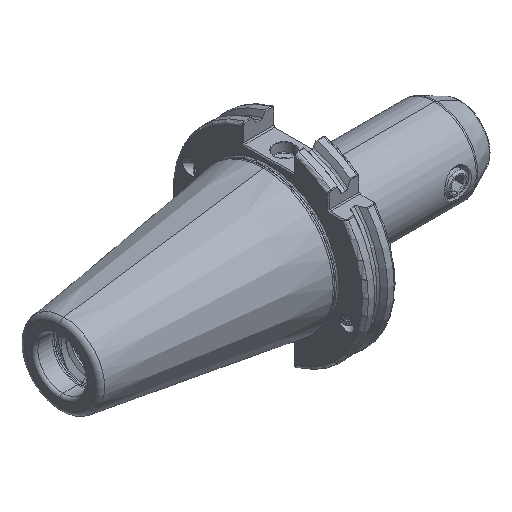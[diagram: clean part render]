
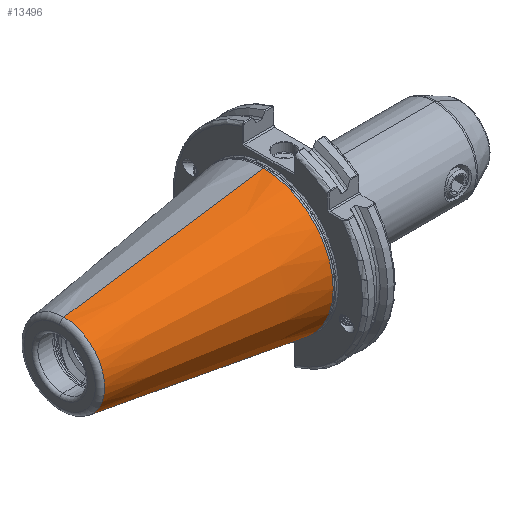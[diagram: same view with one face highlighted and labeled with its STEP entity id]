
A CAD part, isometric view. The second image highlights one B-rep face of the part: STEP entity #13496.
In plain terms, the highlighted conical face has half-angle 8.297 degrees and reference radius 35.392 mm.
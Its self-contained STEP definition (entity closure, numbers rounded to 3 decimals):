
#1434 = ORIENTED_EDGE ( 'NONE', *, *, #5472, .F. ) ;
#1510 = ORIENTED_EDGE ( 'NONE', *, *, #5308, .T. ) ;
#1513 = ORIENTED_EDGE ( 'NONE', *, *, #5461, .F. ) ;
#1528 = ORIENTED_EDGE ( 'NONE', *, *, #5291, .F. ) ;
#1534 = ORIENTED_EDGE ( 'NONE', *, *, #5493, .T. ) ;
#2089 = CARTESIAN_POINT ( 'NONE',  ( -2.5, 0., 35.027 ) ) ;
#2094 = CARTESIAN_POINT ( 'NONE',  ( -102.811, 0., -20.399 ) ) ;
#4856 = EDGE_LOOP ( 'NONE', ( #1434, #1510, #1534, #1528, #1513 ) ) ;
#5291 = EDGE_CURVE ( 'NONE', #25341, #25339, #14090, .T. ) ;
#5308 = EDGE_CURVE ( 'NONE', #25366, #25313, #14101, .T. ) ;
#5461 = EDGE_CURVE ( 'NONE', #25303, #25341, #13744, .T. ) ;
#5472 = EDGE_CURVE ( 'NONE', #25366, #25303, #13792, .T. ) ;
#5493 = EDGE_CURVE ( 'NONE', #25313, #25339, #13791, .T. ) ;
#10765 = CARTESIAN_POINT ( 'NONE',  ( -2.5, 0., -35.027 ) ) ;
#10798 = CARTESIAN_POINT ( 'NONE',  ( -2.5, -35.027, 0. ) ) ;
#10801 = CARTESIAN_POINT ( 'NONE',  ( -102.811, 0., 20.399 ) ) ;
#12617 = DIRECTION ( 'NONE',  ( 1., 0., 0. ) ) ;
#12648 = DIRECTION ( 'NONE',  ( 0., 1., 0. ) ) ;
#12675 = CARTESIAN_POINT ( 'NONE',  ( -2.5, 0., 0. ) ) ;
#12924 = CARTESIAN_POINT ( 'NONE',  ( -102.811, 0., 0. ) ) ;
#12946 = DIRECTION ( 'NONE',  ( 1., 0., 0. ) ) ;
#12949 = DIRECTION ( 'NONE',  ( 0., 0., 1. ) ) ;
#13496 = ADVANCED_FACE ( 'NONE', ( #16202 ), #16175, .T. ) ;
#13744 = CIRCLE ( 'NONE', #25457, 35.027 ) ;
#13786 = VECTOR ( 'NONE', #18120, 1000. ) ;
#13791 = LINE ( 'NONE', #17213, #13809 ) ;
#13792 = LINE ( 'NONE', #18119, #13786 ) ;
#13809 = VECTOR ( 'NONE', #17206, 1000. ) ;
#14090 = CIRCLE ( 'NONE', #26138, 35.027 ) ;
#14101 = CIRCLE ( 'NONE', #26132, 20.399 ) ;
#14966 = DIRECTION ( 'NONE',  ( 0., 0., -1. ) ) ;
#14969 = CARTESIAN_POINT ( 'NONE',  ( 0., 0., 0. ) ) ;
#14981 = DIRECTION ( 'NONE',  ( 1., 0., 0. ) ) ;
#16175 = CONICAL_SURFACE ( 'NONE', #25678, 35.392, 0.145 ) ;
#16202 = FACE_OUTER_BOUND ( 'NONE', #4856, .T. ) ;
#17206 = DIRECTION ( 'NONE',  ( 0.99, 0., -0.144 ) ) ;
#17213 = CARTESIAN_POINT ( 'NONE',  ( 0., 0., -35.392 ) ) ;
#18119 = CARTESIAN_POINT ( 'NONE',  ( 0., 0., 35.392 ) ) ;
#18120 = DIRECTION ( 'NONE',  ( 0.99, 0., 0.144 ) ) ;
#25303 = VERTEX_POINT ( 'NONE', #2089 ) ;
#25313 = VERTEX_POINT ( 'NONE', #2094 ) ;
#25339 = VERTEX_POINT ( 'NONE', #10765 ) ;
#25341 = VERTEX_POINT ( 'NONE', #10798 ) ;
#25366 = VERTEX_POINT ( 'NONE', #10801 ) ;
#25457 = AXIS2_PLACEMENT_3D ( 'NONE', #26558, #26583, #26536 ) ;
#25678 = AXIS2_PLACEMENT_3D ( 'NONE', #14969, #14981, #14966 ) ;
#26132 = AXIS2_PLACEMENT_3D ( 'NONE', #12924, #12946, #12949 ) ;
#26138 = AXIS2_PLACEMENT_3D ( 'NONE', #12675, #12617, #12648 ) ;
#26536 = DIRECTION ( 'NONE',  ( 0., 1., 0. ) ) ;
#26558 = CARTESIAN_POINT ( 'NONE',  ( -2.5, 0., 0. ) ) ;
#26583 = DIRECTION ( 'NONE',  ( 1., 0., 0. ) ) ;
